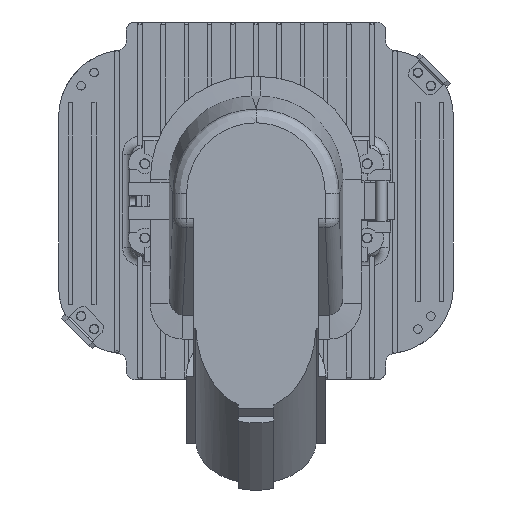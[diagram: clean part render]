
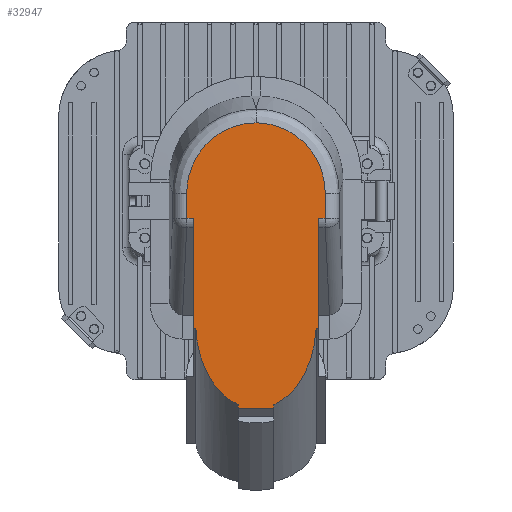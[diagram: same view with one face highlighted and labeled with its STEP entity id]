
A CAD part, front view. The second image highlights one B-rep face of the part: STEP entity #32947.
In plain terms, the highlighted face is planar.
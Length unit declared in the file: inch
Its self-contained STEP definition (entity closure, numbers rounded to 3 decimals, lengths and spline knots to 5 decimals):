
#30314=DIRECTION('',(0.,0.,1.));
#30315=VECTOR('',#30314,2.96906);
#30316=CARTESIAN_POINT('',(-1.68146,0.,-3.27142));
#30317=LINE('',#30316,#30315);
#30397=DIRECTION('',(0.,0.,1.));
#30398=VECTOR('',#30397,2.96906);
#30399=CARTESIAN_POINT('',(1.68146,0.,-3.27142));
#30400=LINE('',#30399,#30398);
#30498=DIRECTION('',(-1.,0.,0.));
#30499=VECTOR('',#30498,0.05954);
#30500=CARTESIAN_POINT('',(-1.62192,0.,-3.27142));
#30501=LINE('',#30500,#30499);
#30502=CARTESIAN_POINT('',(-1.62192,0.,-3.27142));
#30503=CARTESIAN_POINT('',(-1.61191,0.,-3.50108));
#30504=CARTESIAN_POINT('',(-1.54574,0.,-3.92875));
#30505=CARTESIAN_POINT('',(-1.33418,0.,-4.49318));
#30506=CARTESIAN_POINT('',(-1.06215,0.,-4.89786));
#30507=CARTESIAN_POINT('',(-0.76708,0.,-5.16847));
#30508=CARTESIAN_POINT('',(-0.58468,0.,-5.27985));
#30509=CARTESIAN_POINT('',(-0.47934,0.,-5.32584));
#30511=DIRECTION('',(0.,0.,1.));
#30512=VECTOR('',#30511,0.10226);
#30513=CARTESIAN_POINT('',(-0.47934,0.,-5.4281));
#30514=LINE('',#30513,#30512);
#30515=DIRECTION('',(1.,0.,0.));
#30516=VECTOR('',#30515,0.95869);
#30517=CARTESIAN_POINT('',(-0.47934,0.,-5.4281));
#30518=LINE('',#30517,#30516);
#30519=DIRECTION('',(0.,0.,1.));
#30520=VECTOR('',#30519,0.10226);
#30521=CARTESIAN_POINT('',(0.47934,0.,-5.4281));
#30522=LINE('',#30521,#30520);
#30523=CARTESIAN_POINT('',(0.47934,0.,-5.32584));
#30524=CARTESIAN_POINT('',(0.58468,0.,-5.27985));
#30525=CARTESIAN_POINT('',(0.76708,0.,-5.16847));
#30526=CARTESIAN_POINT('',(1.06215,0.,-4.89786));
#30527=CARTESIAN_POINT('',(1.33418,0.,-4.49318));
#30528=CARTESIAN_POINT('',(1.54574,0.,-3.92875));
#30529=CARTESIAN_POINT('',(1.61191,0.,-3.50108));
#30530=CARTESIAN_POINT('',(1.62192,0.,-3.27142));
#30532=DIRECTION('',(-1.,0.,0.));
#30533=VECTOR('',#30532,0.05954);
#30534=CARTESIAN_POINT('',(1.68146,0.,-3.27142));
#30535=LINE('',#30534,#30533);
#30536=DIRECTION('',(-1.,0.,0.));
#30537=VECTOR('',#30536,0.18666);
#30538=CARTESIAN_POINT('',(1.86812,0.,-0.30236));
#30539=LINE('',#30538,#30537);
#30540=DIRECTION('',(0.,0.,-1.));
#30541=VECTOR('',#30540,0.6792);
#30542=CARTESIAN_POINT('',(1.86812,0.,0.37684));
#30543=LINE('',#30542,#30541);
#30544=CARTESIAN_POINT('',(-0.00026,0.,
2.27351));
#30545=CARTESIAN_POINT('',(0.05077,0.,
2.27346));
#30546=CARTESIAN_POINT('',(0.15092,0.,2.26914));
#30547=CARTESIAN_POINT('',(0.29354,0.,2.25163));
#30548=CARTESIAN_POINT('',(0.42972,0.,2.22433));
#30549=CARTESIAN_POINT('',(0.56006,0.,2.18803));
#30550=CARTESIAN_POINT('',(0.6854,0.,2.14317));
#30551=CARTESIAN_POINT('',(0.80632,0.,2.08992));
#30552=CARTESIAN_POINT('',(0.92497,0.,2.02727));
#30553=CARTESIAN_POINT('',(1.04357,0.,1.95305));
#30554=CARTESIAN_POINT('',(1.15959,0.,1.8674));
#30555=CARTESIAN_POINT('',(1.27058,0.,1.77122));
#30556=CARTESIAN_POINT('',(1.37441,0.,1.66581));
#30557=CARTESIAN_POINT('',(1.46924,0.,1.55298));
#30558=CARTESIAN_POINT('',(1.55365,0.,1.43502));
#30559=CARTESIAN_POINT('',(1.62671,0.,1.31458));
#30560=CARTESIAN_POINT('',(1.68829,0.,1.19419));
#30561=CARTESIAN_POINT('',(1.74063,0.,1.07148));
#30562=CARTESIAN_POINT('',(1.78466,0.,0.94437));
#30563=CARTESIAN_POINT('',(1.82022,0.,0.81228));
#30564=CARTESIAN_POINT('',(1.84692,0.,0.67436));
#30565=CARTESIAN_POINT('',(1.86397,0.,0.52993));
#30566=CARTESIAN_POINT('',(1.86812,0.,0.42866));
#30567=CARTESIAN_POINT('',(1.86812,0.,0.37684));
#30569=CARTESIAN_POINT('',(-1.86812,0.,0.37684));
#30570=CARTESIAN_POINT('',(-1.86812,0.,0.42858));
#30571=CARTESIAN_POINT('',(-1.86398,0.,0.52971));
#30572=CARTESIAN_POINT('',(-1.84697,0.,0.67401));
#30573=CARTESIAN_POINT('',(-1.82032,0.,0.81183));
#30574=CARTESIAN_POINT('',(-1.78482,0.,0.94384));
#30575=CARTESIAN_POINT('',(-1.74087,0.,1.07083));
#30576=CARTESIAN_POINT('',(-1.68867,0.,1.19337));
#30577=CARTESIAN_POINT('',(-1.62724,0.,1.31363));
#30578=CARTESIAN_POINT('',(-1.55421,0.,1.43419));
#30579=CARTESIAN_POINT('',(-1.46967,0.,1.55245));
#30580=CARTESIAN_POINT('',(-1.37459,0.,1.66563));
#30581=CARTESIAN_POINT('',(-1.27042,0.,1.77139));
#30582=CARTESIAN_POINT('',(-1.15908,0.,1.86783));
#30583=CARTESIAN_POINT('',(-1.04276,0.,1.9536));
#30584=CARTESIAN_POINT('',(-0.92404,0.,2.02781));
#30585=CARTESIAN_POINT('',(-0.80551,0.,2.0903));
#30586=CARTESIAN_POINT('',(-0.68476,0.,2.14342));
#30587=CARTESIAN_POINT('',(-0.55954,0.,2.1882));
#30588=CARTESIAN_POINT('',(-0.42927,0.,2.22443));
#30589=CARTESIAN_POINT('',(-0.29326,0.,2.25168));
#30590=CARTESIAN_POINT('',(-0.15046,0.,2.26916));
#30591=CARTESIAN_POINT('',(-0.0512,0.,
2.27344));
#30592=CARTESIAN_POINT('',(-0.00026,0.,
2.27351));
#30594=DIRECTION('',(0.,0.,1.));
#30595=VECTOR('',#30594,0.6792);
#30596=CARTESIAN_POINT('',(-1.86812,0.,-0.30236));
#30597=LINE('',#30596,#30595);
#30598=DIRECTION('',(-1.,0.,0.));
#30599=VECTOR('',#30598,0.18666);
#30600=CARTESIAN_POINT('',(-1.68146,0.,-0.30236));
#30601=LINE('',#30600,#30599);
#31295=VERTEX_POINT('',#30569);
#31296=VERTEX_POINT('',#30592);
#31297=CARTESIAN_POINT('',(-1.86812,0.,-0.30236));
#31298=VERTEX_POINT('',#31297);
#31459=CARTESIAN_POINT('',(1.86812,0.,0.37684));
#31460=CARTESIAN_POINT('',(1.86812,0.,-0.30236));
#31461=VERTEX_POINT('',#31459);
#31462=VERTEX_POINT('',#31460);
#31474=CARTESIAN_POINT('',(-1.62192,0.,-3.27142));
#31475=CARTESIAN_POINT('',(-1.68146,0.,-3.27142));
#31476=VERTEX_POINT('',#31474);
#31477=VERTEX_POINT('',#31475);
#31478=CARTESIAN_POINT('',(-0.47934,0.,-5.4281));
#31479=CARTESIAN_POINT('',(-0.47934,0.,-5.32584));
#31480=VERTEX_POINT('',#31478);
#31481=VERTEX_POINT('',#31479);
#31482=CARTESIAN_POINT('',(1.68146,0.,-3.27142));
#31483=CARTESIAN_POINT('',(1.62192,0.,-3.27142));
#31484=VERTEX_POINT('',#31482);
#31485=VERTEX_POINT('',#31483);
#31486=VERTEX_POINT('',#30523);
#31487=CARTESIAN_POINT('',(0.47934,0.,-5.4281));
#31488=VERTEX_POINT('',#31487);
#31497=CARTESIAN_POINT('',(-1.68146,0.,-0.30236));
#31498=VERTEX_POINT('',#31497);
#31499=CARTESIAN_POINT('',(1.68146,0.,-0.30236));
#31500=VERTEX_POINT('',#31499);
#32918=CARTESIAN_POINT('',(-2.355,0.,-0.45008));
#32919=DIRECTION('',(0.,1.,0.));
#32920=DIRECTION('',(0.,0.,1.));
#32921=AXIS2_PLACEMENT_3D('',#32918,#32919,#32920);
#32922=PLANE('',#32921);
#32923=ORIENTED_EDGE('',*,*,#32670,.F.);
#32924=ORIENTED_EDGE('',*,*,#32688,.T.);
#32925=ORIENTED_EDGE('',*,*,#32704,.F.);
#32927=ORIENTED_EDGE('',*,*,#32926,.T.);
#32929=ORIENTED_EDGE('',*,*,#32928,.T.);
#32931=ORIENTED_EDGE('',*,*,#32930,.T.);
#32932=ORIENTED_EDGE('',*,*,#32765,.F.);
#32933=ORIENTED_EDGE('',*,*,#32792,.T.);
#32934=ORIENTED_EDGE('',*,*,#32913,.F.);
#32936=ORIENTED_EDGE('',*,*,#32935,.F.);
#32938=ORIENTED_EDGE('',*,*,#32937,.F.);
#32940=ORIENTED_EDGE('',*,*,#32939,.F.);
#32942=ORIENTED_EDGE('',*,*,#32941,.F.);
#32943=ORIENTED_EDGE('',*,*,#32896,.F.);
#32944=ORIENTED_EDGE('',*,*,#32645,.F.);
#32945=EDGE_LOOP('',(#32923,#32924,#32925,#32927,#32929,#32931,#32932,#32933,
#32934,#32936,#32938,#32940,#32942,#32943,#32944));
#32946=FACE_OUTER_BOUND('',#32945,.F.);
#32947=ADVANCED_FACE('',(#32946),#32922,.T.);
#30510=B_SPLINE_CURVE_WITH_KNOTS('',3,(#30502,#30503,#30504,#30505,#30506,
#30507,#30508,#30509),.UNSPECIFIED.,.F.,.F.,(4,1,1,1,1,4),(0.,0.25,0.5,
0.75,0.875,1.),.UNSPECIFIED.);
#30531=B_SPLINE_CURVE_WITH_KNOTS('',3,(#30523,#30524,#30525,#30526,#30527,
#30528,#30529,#30530),.UNSPECIFIED.,.F.,.F.,(4,1,1,1,1,4),(0.,0.125,0.25,
0.5,0.75,1.),.UNSPECIFIED.);
#30568=B_SPLINE_CURVE_WITH_KNOTS('',3,(#30544,#30545,#30546,#30547,#30548,
#30549,#30550,#30551,#30552,#30553,#30554,#30555,#30556,#30557,#30558,#30559,
#30560,#30561,#30562,#30563,#30564,#30565,#30566,#30567),.UNSPECIFIED.,.F.,.F.,(
4,1,1,1,1,1,1,1,1,1,1,1,1,1,1,1,1,1,1,1,1,4),(0.,0.04762,
0.09524,0.14286,0.19048,0.2381,
0.28571,0.33333,0.38095,0.42857,
0.47619,0.52381,0.57143,0.61905,
0.66667,0.71429,0.7619,0.80952,
0.85714,0.90476,0.95238,1.),.UNSPECIFIED.);
#30593=B_SPLINE_CURVE_WITH_KNOTS('',3,(#30569,#30570,#30571,#30572,#30573,
#30574,#30575,#30576,#30577,#30578,#30579,#30580,#30581,#30582,#30583,#30584,
#30585,#30586,#30587,#30588,#30589,#30590,#30591,#30592),.UNSPECIFIED.,.F.,.F.,(
4,1,1,1,1,1,1,1,1,1,1,1,1,1,1,1,1,1,1,1,1,4),(0.,0.04762,
0.09524,0.14286,0.19048,0.2381,
0.28571,0.33333,0.38095,0.42857,
0.47619,0.52381,0.57143,0.61905,
0.66667,0.71429,0.7619,0.80952,
0.85714,0.90476,0.95238,1.),.UNSPECIFIED.);
#32645=EDGE_CURVE('',#31477,#31498,#30317,.T.);
#32670=EDGE_CURVE('',#31476,#31477,#30501,.T.);
#32688=EDGE_CURVE('',#31476,#31481,#30510,.T.);
#32704=EDGE_CURVE('',#31480,#31481,#30514,.T.);
#32765=EDGE_CURVE('',#31484,#31485,#30535,.T.);
#32792=EDGE_CURVE('',#31484,#31500,#30400,.T.);
#32896=EDGE_CURVE('',#31498,#31298,#30601,.T.);
#32913=EDGE_CURVE('',#31462,#31500,#30539,.T.);
#32926=EDGE_CURVE('',#31480,#31488,#30518,.T.);
#32928=EDGE_CURVE('',#31488,#31486,#30522,.T.);
#32930=EDGE_CURVE('',#31486,#31485,#30531,.T.);
#32935=EDGE_CURVE('',#31461,#31462,#30543,.T.);
#32937=EDGE_CURVE('',#31296,#31461,#30568,.T.);
#32939=EDGE_CURVE('',#31295,#31296,#30593,.T.);
#32941=EDGE_CURVE('',#31298,#31295,#30597,.T.);
